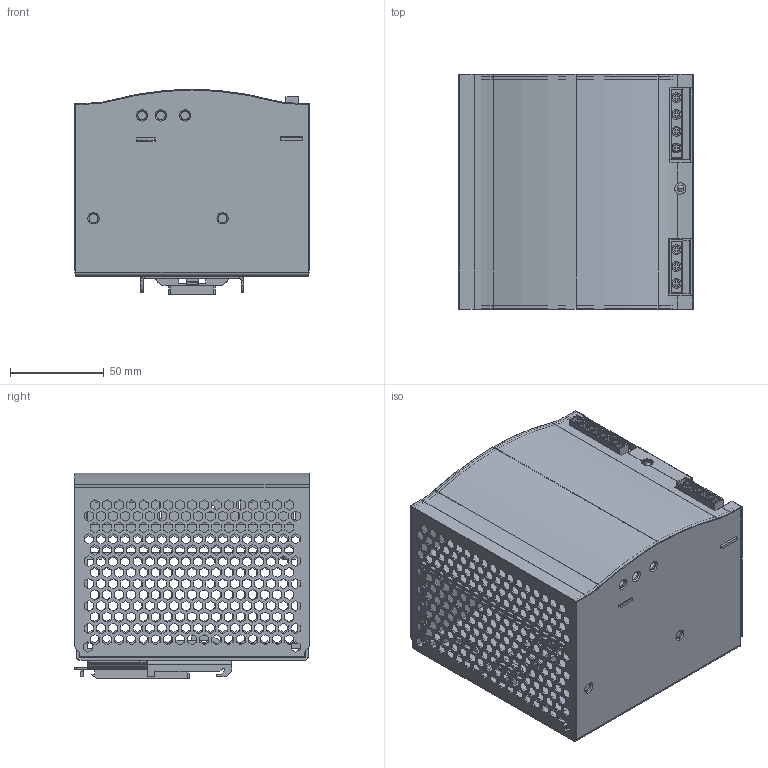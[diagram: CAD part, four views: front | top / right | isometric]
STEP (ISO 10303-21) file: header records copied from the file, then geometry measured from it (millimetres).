
FILE_DESCRIPTION (( 'STEP AP214' ), '1' );
FILE_NAME ('CDKG-S240~480W三维图-202505.STEP', '2025-04-18T06:28:40', ( '万丰电脑' ), ( '电话：0577-62733550' ), 'SwSTEP 2.0', 'SolidWorks 2020', '' );
FILE_SCHEMA (( 'AUTOMOTIVE_DESIGN' ));
Length unit declared in the file: millimetre
Products named in the file (9): 裔3; 絳寢諶; 裔1; CDKG-S480盖（更新）; CDKG-S480-菁; 絳寢啣; KG480盄繚唳2; 裔2; CDKG-S240~480W三维图-202505
Assembly tree (8 placements, depth 3):
  CDKG-S240~480W三维图-202505
    CDKG-S480-菁
    CDKG-S480盖（更新）
      裔3
      裔1
      裔2
    KG480盄繚唳2
    絳寢啣
    絳寢諶
Bounding box: 125.5 x 125.75 x 110.11 mm (x, y, z)
Volume: 180752.4 mm3; surface area: 252482.7 mm2
Topology: 18 solids, 18 shells, 3400 faces, 9911 edges, 6571 vertices
Faces by surface type: plane 3172, cylinder 198, cone 26, sphere 2, torus 2
Entity records: 118425 total; most frequent: CARTESIAN_POINT 19940, ORIENTED_EDGE 19818, DIRECTION 17181, EDGE_CURVE 9909, LINE 9453, VECTOR 9453, VERTEX_POINT 6571, EDGE_LOOP 4340
